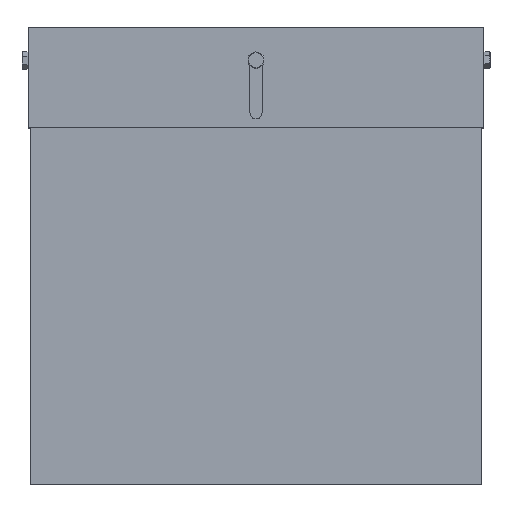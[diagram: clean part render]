
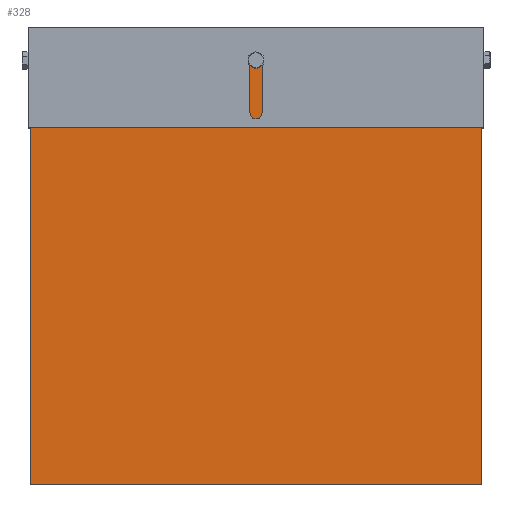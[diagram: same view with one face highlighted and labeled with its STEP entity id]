
A CAD part, top view. The second image highlights one B-rep face of the part: STEP entity #328.
In plain terms, the highlighted planar face has unit normal (0, 0, 1).
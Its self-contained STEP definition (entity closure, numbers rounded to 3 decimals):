
#36 = VERTEX_POINT ( 'NONE', #2447 ) ;
#116 = DIRECTION ( 'NONE',  ( 1., 0., 0. ) ) ;
#117 = DIRECTION ( 'NONE',  ( 0., 0., 1. ) ) ;
#119 = CARTESIAN_POINT ( 'NONE',  ( 0., 282., 0. ) ) ;
#165 = DIRECTION ( 'NONE',  ( 1., 0., 0. ) ) ;
#228 = DIRECTION ( 'NONE',  ( 0., 0., 1. ) ) ;
#328 = ADVANCED_FACE ( 'NONE', ( #2833, #2809 ), #1667, .F. ) ;
#331 = VERTEX_POINT ( 'NONE', #1554 ) ;
#339 = VECTOR ( 'NONE', #946, 1000. ) ;
#347 = LINE ( 'NONE', #875, #339 ) ;
#392 = DIRECTION ( 'NONE',  ( 1., 0., 0. ) ) ;
#410 = CARTESIAN_POINT ( 'NONE',  ( 0., 282., 0. ) ) ;
#504 = AXIS2_PLACEMENT_3D ( 'NONE', #410, #228, #165 ) ;
#512 = VECTOR ( 'NONE', #392, 1000. ) ;
#524 = LINE ( 'NONE', #916, #512 ) ;
#564 = CARTESIAN_POINT ( 'NONE',  ( 150., 300., 0. ) ) ;
#654 = CIRCLE ( 'NONE', #684, 3. ) ;
#684 = AXIS2_PLACEMENT_3D ( 'NONE', #119, #117, #116 ) ;
#699 = ORIENTED_EDGE ( 'NONE', *, *, #3133, .F. ) ;
#875 = CARTESIAN_POINT ( 'NONE',  ( 150., 1., 0. ) ) ;
#916 = CARTESIAN_POINT ( 'NONE',  ( -150., 0., 0. ) ) ;
#917 = CARTESIAN_POINT ( 'NONE',  ( 3., 282., 0. ) ) ;
#946 = DIRECTION ( 'NONE',  ( 0., -1., 0. ) ) ;
#1168 = VERTEX_POINT ( 'NONE', #2406 ) ;
#1212 = DIRECTION ( 'NONE',  ( 1., 0., 0. ) ) ;
#1214 = CARTESIAN_POINT ( 'NONE',  ( -150., 300., 0. ) ) ;
#1460 = LINE ( 'NONE', #1214, #1466 ) ;
#1466 = VECTOR ( 'NONE', #1212, 1000. ) ;
#1513 = ORIENTED_EDGE ( 'NONE', *, *, #2100, .F. ) ;
#1554 = CARTESIAN_POINT ( 'NONE',  ( 150., 0., 0. ) ) ;
#1617 = CARTESIAN_POINT ( 'NONE',  ( -150., 0., 0. ) ) ;
#1619 = ORIENTED_EDGE ( 'NONE', *, *, #2505, .F. ) ;
#1626 = CARTESIAN_POINT ( 'NONE',  ( -150., 1., 0. ) ) ;
#1630 = LINE ( 'NONE', #1626, #1640 ) ;
#1638 = DIRECTION ( 'NONE',  ( -1., 0., 0. ) ) ;
#1640 = VECTOR ( 'NONE', #1654, 1000. ) ;
#1643 = EDGE_CURVE ( 'NONE', #1168, #1644, #1630, .T. ) ;
#1644 = VERTEX_POINT ( 'NONE', #1617 ) ;
#1654 = DIRECTION ( 'NONE',  ( 0., -1., 0. ) ) ;
#1667 = PLANE ( 'NONE',  #1915 ) ;
#1712 = CARTESIAN_POINT ( 'NONE',  ( -150., 1., 0. ) ) ;
#1736 = DIRECTION ( 'NONE',  ( 0., 0., -1. ) ) ;
#1821 = EDGE_LOOP ( 'NONE', ( #2125, #1975, #1513, #2617 ) ) ;
#1880 = CIRCLE ( 'NONE', #504, 3. ) ;
#1915 = AXIS2_PLACEMENT_3D ( 'NONE', #1712, #1736, #1638 ) ;
#1975 = ORIENTED_EDGE ( 'NONE', *, *, #2686, .F. ) ;
#2100 = EDGE_CURVE ( 'NONE', #1168, #2378, #1460, .T. ) ;
#2125 = ORIENTED_EDGE ( 'NONE', *, *, #2622, .T. ) ;
#2259 = VERTEX_POINT ( 'NONE', #917 ) ;
#2378 = VERTEX_POINT ( 'NONE', #564 ) ;
#2406 = CARTESIAN_POINT ( 'NONE',  ( -150., 300., 0. ) ) ;
#2447 = CARTESIAN_POINT ( 'NONE',  ( -3., 282., 0. ) ) ;
#2454 = EDGE_LOOP ( 'NONE', ( #699, #1619 ) ) ;
#2505 = EDGE_CURVE ( 'NONE', #36, #2259, #654, .T. ) ;
#2617 = ORIENTED_EDGE ( 'NONE', *, *, #1643, .T. ) ;
#2622 = EDGE_CURVE ( 'NONE', #1644, #331, #524, .T. ) ;
#2686 = EDGE_CURVE ( 'NONE', #2378, #331, #347, .T. ) ;
#2809 = FACE_OUTER_BOUND ( 'NONE', #1821, .T. ) ;
#2833 = FACE_BOUND ( 'NONE', #2454, .T. ) ;
#3133 = EDGE_CURVE ( 'NONE', #2259, #36, #1880, .T. ) ;
